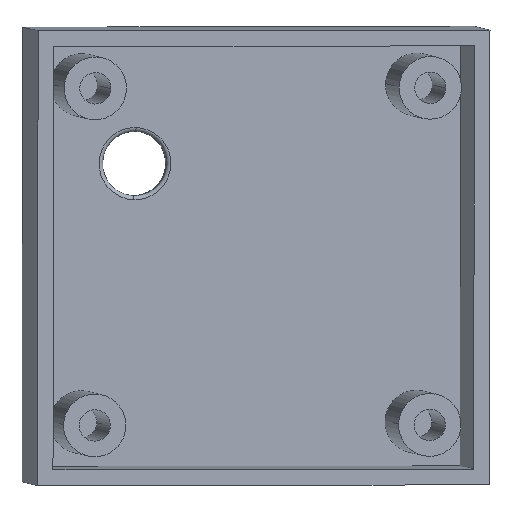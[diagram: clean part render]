
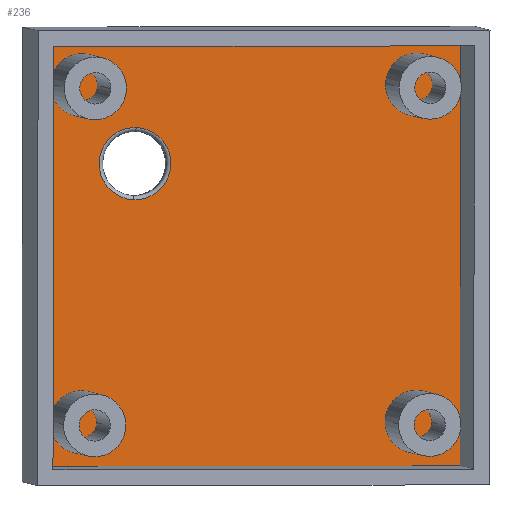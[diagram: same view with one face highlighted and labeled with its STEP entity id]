
A CAD part, top view. The second image highlights one B-rep face of the part: STEP entity #236.
In plain terms, the highlighted face is planar.
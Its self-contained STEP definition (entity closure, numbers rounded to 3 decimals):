
#23 = CIRCLE ( 'NONE', #456, 4.6 ) ;
#43 = DIRECTION ( 'NONE',  ( 0., 1., -0.028 ) ) ;
#64 = CARTESIAN_POINT ( 'NONE',  ( 0., -49.998, -47.269 ) ) ;
#83 = VECTOR ( 'NONE', #43, 1000. ) ;
#108 = ORIENTED_EDGE ( 'NONE', *, *, #339, .T. ) ;
#111 = ORIENTED_EDGE ( 'NONE', *, *, #632, .T. ) ;
#141 = CARTESIAN_POINT ( 'NONE',  ( 0., -48.477, 6.71 ) ) ;
#153 = LINE ( 'NONE', #529, #766 ) ;
#158 = CARTESIAN_POINT ( 'NONE',  ( 0., 3.98, -48.789 ) ) ;
#159 = VERTEX_POINT ( 'NONE', #141 ) ;
#178 = CARTESIAN_POINT ( 'NONE',  ( 0., -7.133, -9.845 ) ) ;
#224 = FACE_OUTER_BOUND ( 'NONE', #441, .T. ) ;
#234 = DIRECTION ( 'NONE',  ( 0., -1., 0.028 ) ) ;
#236 = ADVANCED_FACE ( 'NONE', ( #573, #224 ), #624, .T. ) ;
#244 = CARTESIAN_POINT ( 'NONE',  ( 0., -7.133, -9.845 ) ) ;
#261 = EDGE_CURVE ( 'NONE', #516, #159, #635, .T. ) ;
#275 = CARTESIAN_POINT ( 'NONE',  ( 0., -7.133, -14.445 ) ) ;
#291 = DIRECTION ( 'NONE',  ( 1., 0., 0. ) ) ;
#329 = EDGE_CURVE ( 'NONE', #697, #709, #23, .T. ) ;
#331 = LINE ( 'NONE', #335, #742 ) ;
#333 = CARTESIAN_POINT ( 'NONE',  ( 0., 0., 0. ) ) ;
#334 = AXIS2_PLACEMENT_3D ( 'NONE', #178, #525, #477 ) ;
#335 = CARTESIAN_POINT ( 'NONE',  ( 0., 5.501, 5.189 ) ) ;
#339 = EDGE_CURVE ( 'NONE', #709, #697, #442, .T. ) ;
#344 = ORIENTED_EDGE ( 'NONE', *, *, #261, .T. ) ;
#348 = ORIENTED_EDGE ( 'NONE', *, *, #329, .T. ) ;
#355 = EDGE_CURVE ( 'NONE', #611, #516, #153, .T. ) ;
#383 = DIRECTION ( 'NONE',  ( 0., -0.028, -1. ) ) ;
#396 = CARTESIAN_POINT ( 'NONE',  ( 0., -48.477, 6.71 ) ) ;
#397 = ORIENTED_EDGE ( 'NONE', *, *, #355, .T. ) ;
#398 = DIRECTION ( 'NONE',  ( -1., 0., 0. ) ) ;
#408 = AXIS2_PLACEMENT_3D ( 'NONE', #333, #398, #514 ) ;
#422 = DIRECTION ( 'NONE',  ( 0., 0., 1. ) ) ;
#441 = EDGE_LOOP ( 'NONE', ( #111, #559, #397, #344 ) ) ;
#442 = CIRCLE ( 'NONE', #334, 4.6 ) ;
#456 = AXIS2_PLACEMENT_3D ( 'NONE', #244, #291, #422 ) ;
#471 = VECTOR ( 'NONE', #710, 1000. ) ;
#477 = DIRECTION ( 'NONE',  ( 0., 0., 1. ) ) ;
#514 = DIRECTION ( 'NONE',  ( 0., 0., 1. ) ) ;
#516 = VERTEX_POINT ( 'NONE', #64 ) ;
#525 = DIRECTION ( 'NONE',  ( 1., 0., 0. ) ) ;
#529 = CARTESIAN_POINT ( 'NONE',  ( 0., 3.98, -48.789 ) ) ;
#537 = CARTESIAN_POINT ( 'NONE',  ( 0., 5.501, 5.189 ) ) ;
#559 = ORIENTED_EDGE ( 'NONE', *, *, #700, .T. ) ;
#562 = CARTESIAN_POINT ( 'NONE',  ( 0., -7.133, -5.245 ) ) ;
#573 = FACE_BOUND ( 'NONE', #576, .T. ) ;
#576 = EDGE_LOOP ( 'NONE', ( #108, #348 ) ) ;
#611 = VERTEX_POINT ( 'NONE', #158 ) ;
#624 = PLANE ( 'NONE',  #408 ) ;
#632 = EDGE_CURVE ( 'NONE', #159, #713, #696, .T. ) ;
#635 = LINE ( 'NONE', #771, #471 ) ;
#696 = LINE ( 'NONE', #396, #83 ) ;
#697 = VERTEX_POINT ( 'NONE', #275 ) ;
#700 = EDGE_CURVE ( 'NONE', #713, #611, #331, .T. ) ;
#709 = VERTEX_POINT ( 'NONE', #562 ) ;
#710 = DIRECTION ( 'NONE',  ( 0., 0.028, 1. ) ) ;
#713 = VERTEX_POINT ( 'NONE', #537 ) ;
#742 = VECTOR ( 'NONE', #383, 1000. ) ;
#766 = VECTOR ( 'NONE', #234, 1000. ) ;
#771 = CARTESIAN_POINT ( 'NONE',  ( 0., -49.998, -47.269 ) ) ;
